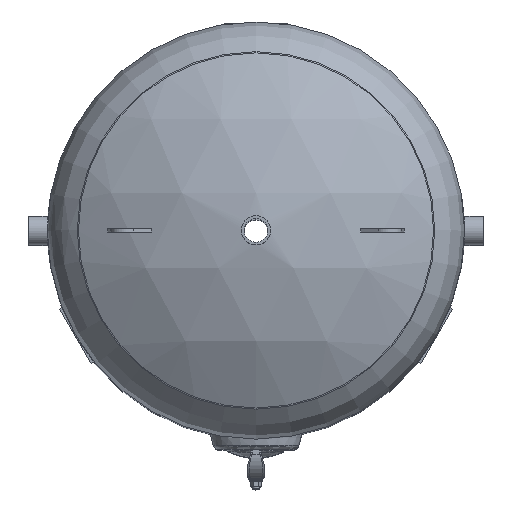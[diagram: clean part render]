
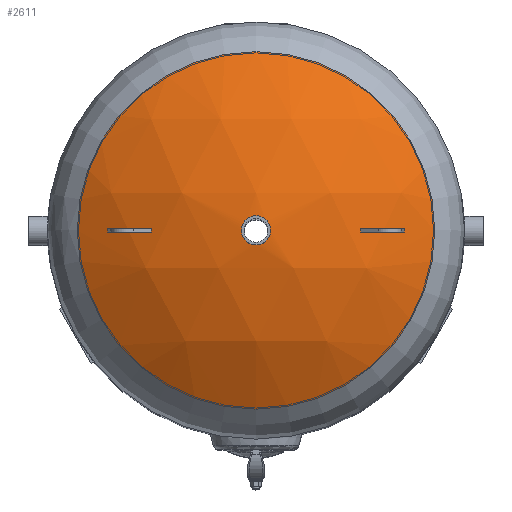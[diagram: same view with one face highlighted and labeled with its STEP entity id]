
A CAD part, top view. The second image highlights one B-rep face of the part: STEP entity #2611.
In plain terms, the highlighted spherical face has radius 800 mm.
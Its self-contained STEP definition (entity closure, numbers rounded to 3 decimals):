
#657=SPHERICAL_SURFACE('',#2831,800.);
#710=FACE_BOUND('',#1010,.T.);
#799=FACE_OUTER_BOUND('',#1009,.T.);
#1009=EDGE_LOOP('',(#2028));
#1010=EDGE_LOOP('',(#2029));
#1175=CIRCLE('',#2824,35.);
#1179=CIRCLE('',#2832,428.483);
#1308=VERTEX_POINT('',#5067);
#1312=VERTEX_POINT('',#5079);
#1581=EDGE_CURVE('',#1308,#1308,#1175,.T.);
#1585=EDGE_CURVE('',#1312,#1312,#1179,.T.);
#2028=ORIENTED_EDGE('',*,*,#1585,.F.);
#2029=ORIENTED_EDGE('',*,*,#1581,.T.);
#2611=ADVANCED_FACE('',(#799,#710),#657,.T.);
#2824=AXIS2_PLACEMENT_3D('',#5068,#3247,#3248);
#2831=AXIS2_PLACEMENT_3D('',#5078,#3261,#3262);
#2832=AXIS2_PLACEMENT_3D('',#5080,#3263,#3264);
#3247=DIRECTION('center_axis',(0.,-1.,0.));
#3248=DIRECTION('ref_axis',(-1.,0.,0.));
#3261=DIRECTION('center_axis',(0.,0.,1.));
#3262=DIRECTION('ref_axis',(1.,0.,0.));
#3263=DIRECTION('center_axis',(0.,-1.,0.));
#3264=DIRECTION('ref_axis',(1.,0.,0.));
#5067=CARTESIAN_POINT('',(35.,269.234,0.));
#5068=CARTESIAN_POINT('Origin',(0.,269.234,0.));
#5078=CARTESIAN_POINT('Origin',(0.,-530.,0.));
#5079=CARTESIAN_POINT('',(428.483,145.576,0.));
#5080=CARTESIAN_POINT('Origin',(0.,145.576,0.));
